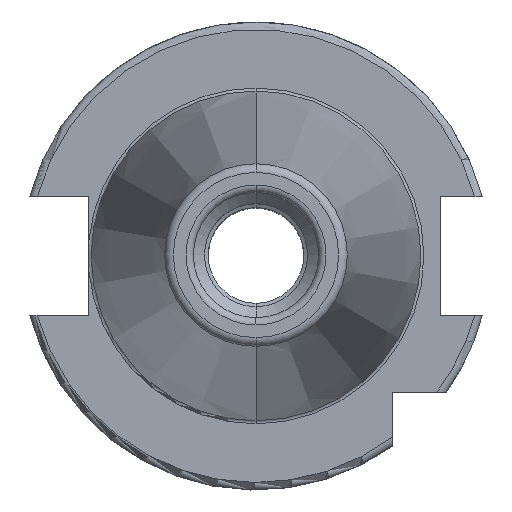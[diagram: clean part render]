
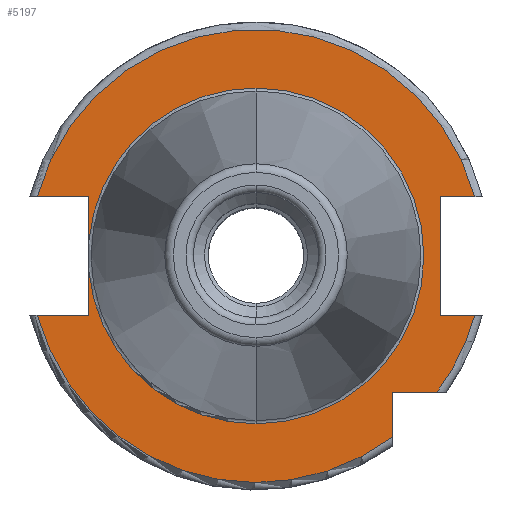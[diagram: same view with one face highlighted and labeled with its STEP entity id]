
A CAD part, top view. The second image highlights one B-rep face of the part: STEP entity #5197.
In plain terms, the highlighted planar face has unit normal (0, 0, 1).
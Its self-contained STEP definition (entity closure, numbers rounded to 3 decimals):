
#449=CARTESIAN_POINT('',(0,0,15.9));
#450=DIRECTION('',(0,0,-1));
#451=DIRECTION('',(0,1,0));
#452=AXIS2_PLACEMENT_3D('',#449,#450,#451);
#464=CARTESIAN_POINT('',(0,0,15.9));
#465=DIRECTION('',(0,0,1));
#466=DIRECTION('',(0,1,0));
#467=AXIS2_PLACEMENT_3D('',#464,#465,#466);
#479=CARTESIAN_POINT('',(0,0,15.9));
#480=DIRECTION('',(0,0,1));
#481=DIRECTION('',(-0.996,-0.094,0));
#482=AXIS2_PLACEMENT_3D('',#479,#480,#481);
#1576=DIRECTION('',(1,0,0));
#1577=VECTOR('',#1576,7.004);
#1578=CARTESIAN_POINT('',(-29.704,-8.05,15.9));
#1579=LINE('',#1578,#1577);
#1580=DIRECTION('',(0,1,0));
#1581=VECTOR('',#1580,5.917);
#1582=CARTESIAN_POINT('',(-22.7,-8.05,15.9));
#1583=LINE('',#1582,#1581);
#1584=DIRECTION('',(0,1,0));
#1585=VECTOR('',#1584,5.917);
#1586=CARTESIAN_POINT('',(-22.7,2.133,15.9));
#1587=LINE('',#1586,#1585);
#1588=DIRECTION('',(1,0,0));
#1589=VECTOR('',#1588,7.004);
#1590=CARTESIAN_POINT('',(-29.704,8.05,15.9));
#1591=LINE('',#1590,#1589);
#1592=DIRECTION('',(-1,0,0));
#1593=VECTOR('',#1592,4.704);
#1594=CARTESIAN_POINT('',(29.704,8.05,15.9));
#1595=LINE('',#1594,#1593);
#1596=DIRECTION('',(0,-1,0));
#1597=VECTOR('',#1596,16.1);
#1598=CARTESIAN_POINT('',(25,8.05,15.9));
#1599=LINE('',#1598,#1597);
#1600=DIRECTION('',(-1,0,0));
#1601=VECTOR('',#1600,4.704);
#1602=CARTESIAN_POINT('',(29.704,-8.05,15.9));
#1603=LINE('',#1602,#1601);
#1604=CARTESIAN_POINT('',(0,0,15.9));
#1605=DIRECTION('',(0,0,1));
#1606=DIRECTION('',(0.799,-0.601,0));
#1607=AXIS2_PLACEMENT_3D('',#1604,#1605,#1606);
#1609=DIRECTION('',(-1,0,0));
#1610=VECTOR('',#1609,6.094);
#1611=CARTESIAN_POINT('',(24.594,-18.5,15.9));
#1612=LINE('',#1611,#1610);
#1613=DIRECTION('',(0,1,0));
#1614=VECTOR('',#1613,6.094);
#1615=CARTESIAN_POINT('',(18.5,-24.594,15.9));
#1616=LINE('',#1615,#1614);
#2200=CARTESIAN_POINT('',(0,0,15.9));
#2201=DIRECTION('',(0,0,1));
#2202=DIRECTION('',(0.965,0.262,0));
#2203=AXIS2_PLACEMENT_3D('',#2200,#2201,#2202);
#2251=CARTESIAN_POINT('',(0,0,15.9));
#2252=DIRECTION('',(0,0,1));
#2253=DIRECTION('',(-0.965,-0.262,0));
#2254=AXIS2_PLACEMENT_3D('',#2251,#2252,#2253);
#2355=CARTESIAN_POINT('',(0,22.8,15.9));
#2357=VERTEX_POINT('',#2355);
#2379=CARTESIAN_POINT('',(0,-22.8,15.9));
#2381=VERTEX_POINT('',#2379);
#2529=CARTESIAN_POINT('',(-29.704,-8.05,15.9));
#2530=CARTESIAN_POINT('',(-22.7,-8.05,15.9));
#2531=VERTEX_POINT('',#2529);
#2532=VERTEX_POINT('',#2530);
#2533=CARTESIAN_POINT('',(-22.7,-2.133,15.9));
#2534=VERTEX_POINT('',#2533);
#2535=CARTESIAN_POINT('',(-22.7,2.133,15.9));
#2536=CARTESIAN_POINT('',(-22.7,8.05,15.9));
#2537=VERTEX_POINT('',#2535);
#2538=VERTEX_POINT('',#2536);
#2539=CARTESIAN_POINT('',(-29.704,8.05,15.9));
#2540=VERTEX_POINT('',#2539);
#2541=CARTESIAN_POINT('',(25,8.05,15.9));
#2542=CARTESIAN_POINT('',(25,-8.05,15.9));
#2543=VERTEX_POINT('',#2541);
#2544=VERTEX_POINT('',#2542);
#2545=CARTESIAN_POINT('',(29.704,-8.05,15.9));
#2546=VERTEX_POINT('',#2545);
#2547=CARTESIAN_POINT('',(29.704,8.05,15.9));
#2548=VERTEX_POINT('',#2547);
#2549=CARTESIAN_POINT('',(18.5,-24.594,15.9));
#2550=CARTESIAN_POINT('',(18.5,-18.5,15.9));
#2551=VERTEX_POINT('',#2549);
#2552=VERTEX_POINT('',#2550);
#2553=CARTESIAN_POINT('',(24.594,-18.5,15.9));
#2554=VERTEX_POINT('',#2553);
#5166=CARTESIAN_POINT('',(0,0,15.9));
#5167=DIRECTION('',(0,0,-1));
#5168=DIRECTION('',(0,-1,0));
#5169=AXIS2_PLACEMENT_3D('',#5166,#5167,#5168);
#5170=PLANE('',#5169);
#5171=ORIENTED_EDGE('',*,*,#5139,.T.);
#5172=ORIENTED_EDGE('',*,*,#3331,.T.);
#5173=ORIENTED_EDGE('',*,*,#3310,.T.);
#5174=ORIENTED_EDGE('',*,*,#3290,.F.);
#5175=ORIENTED_EDGE('',*,*,#3305,.T.);
#5176=ORIENTED_EDGE('',*,*,#3328,.T.);
#5178=ORIENTED_EDGE('',*,*,#5177,.F.);
#5180=ORIENTED_EDGE('',*,*,#5179,.F.);
#5182=ORIENTED_EDGE('',*,*,#5181,.T.);
#5184=ORIENTED_EDGE('',*,*,#5183,.T.);
#5186=ORIENTED_EDGE('',*,*,#5185,.F.);
#5188=ORIENTED_EDGE('',*,*,#5187,.F.);
#5190=ORIENTED_EDGE('',*,*,#5189,.T.);
#5192=ORIENTED_EDGE('',*,*,#5191,.F.);
#5194=ORIENTED_EDGE('',*,*,#5193,.F.);
#5195=EDGE_LOOP('',(#5171,#5172,#5173,#5174,#5175,#5176,#5178,#5180,#5182,#5184,
#5186,#5188,#5190,#5192,#5194));
#5196=FACE_OUTER_BOUND('',#5195,.F.);
#5197=ADVANCED_FACE('',(#5196),#5170,.F.);
#453=CIRCLE('',#452,22.8);
#468=CIRCLE('',#467,22.8);
#483=CIRCLE('',#482,22.8);
#1608=CIRCLE('',#1607,30.775);
#2204=CIRCLE('',#2203,30.775);
#2255=CIRCLE('',#2254,30.775);
#3290=EDGE_CURVE('',#2357,#2381,#453,.T.);
#3305=EDGE_CURVE('',#2357,#2537,#468,.T.);
#3310=EDGE_CURVE('',#2534,#2381,#483,.T.);
#3328=EDGE_CURVE('',#2537,#2538,#1587,.T.);
#3331=EDGE_CURVE('',#2532,#2534,#1583,.T.);
#5139=EDGE_CURVE('',#2531,#2532,#1579,.T.);
#5177=EDGE_CURVE('',#2540,#2538,#1591,.T.);
#5179=EDGE_CURVE('',#2548,#2540,#2204,.T.);
#5181=EDGE_CURVE('',#2548,#2543,#1595,.T.);
#5183=EDGE_CURVE('',#2543,#2544,#1599,.T.);
#5185=EDGE_CURVE('',#2546,#2544,#1603,.T.);
#5187=EDGE_CURVE('',#2554,#2546,#1608,.T.);
#5189=EDGE_CURVE('',#2554,#2552,#1612,.T.);
#5191=EDGE_CURVE('',#2551,#2552,#1616,.T.);
#5193=EDGE_CURVE('',#2531,#2551,#2255,.T.);
